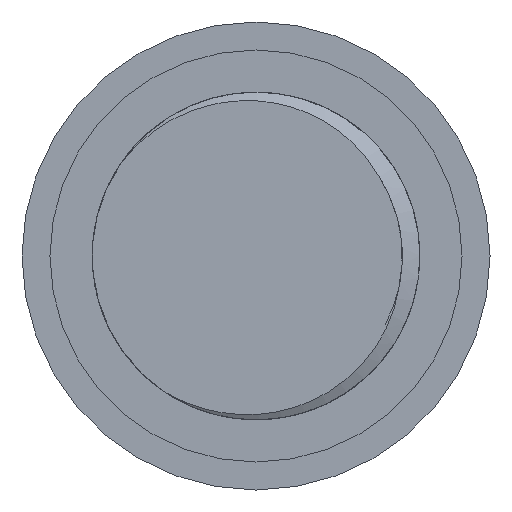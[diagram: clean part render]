
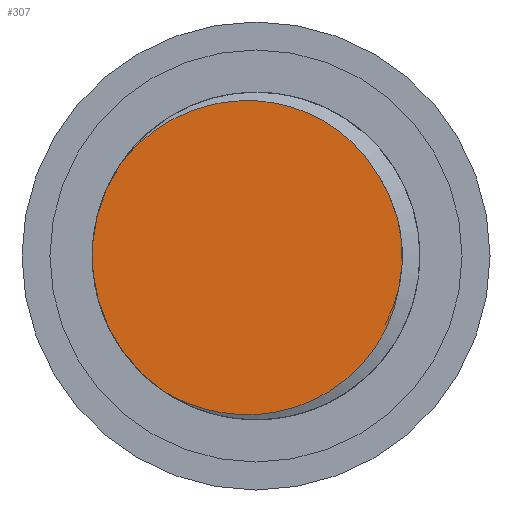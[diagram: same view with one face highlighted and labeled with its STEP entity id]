
A CAD part, front view. The second image highlights one B-rep face of the part: STEP entity #307.
In plain terms, the highlighted planar face has unit normal (0, -1, 0).
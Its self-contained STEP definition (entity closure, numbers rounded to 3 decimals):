
#21=PLANE('',#359);
#63=B_SPLINE_CURVE_WITH_KNOTS('',3,(#1080,#1081,#1082,#1083,#1084,#1085,
#1086,#1087,#1088,#1089,#1090,#1091,#1092,#1093),.UNSPECIFIED.,.F.,.F.,
(4,2,2,2,2,2,4),(-0.67,-0.623,-0.567,
-0.471,-0.348,-0.2,0.),
 .UNSPECIFIED.);
#64=B_SPLINE_CURVE_WITH_KNOTS('',3,(#1094,#1095,#1096,#1097,#1098,#1099,
#1100,#1101,#1102,#1103,#1104,#1105,#1106,#1107,#1108,#1109),
 .UNSPECIFIED.,.F.,.F.,(4,2,2,2,2,2,2,4),(0.,0.155,0.313,
0.426,0.709,0.849,1.192,1.606),
 .UNSPECIFIED.);
#83=CIRCLE('',#346,6.8);
#89=CIRCLE('',#358,7.612);
#99=FACE_OUTER_BOUND('',#128,.T.);
#128=EDGE_LOOP('',(#246,#247,#248,#249));
#159=VERTEX_POINT('',#486);
#160=VERTEX_POINT('',#671);
#167=VERTEX_POINT('',#880);
#169=VERTEX_POINT('',#980);
#188=EDGE_CURVE('',#160,#159,#83,.T.);
#198=EDGE_CURVE('',#169,#167,#89,.T.);
#199=EDGE_CURVE('',#159,#167,#63,.T.);
#200=EDGE_CURVE('',#160,#169,#64,.T.);
#246=ORIENTED_EDGE('',*,*,#188,.T.);
#247=ORIENTED_EDGE('',*,*,#199,.T.);
#248=ORIENTED_EDGE('',*,*,#198,.F.);
#249=ORIENTED_EDGE('',*,*,#200,.F.);
#307=ADVANCED_FACE('',(#99),#21,.T.);
#346=AXIS2_PLACEMENT_3D('',#672,#386,#387);
#358=AXIS2_PLACEMENT_3D('',#1078,#411,#412);
#359=AXIS2_PLACEMENT_3D('',#1079,#413,#414);
#386=DIRECTION('center_axis',(0.,-1.,0.));
#387=DIRECTION('ref_axis',(0.,0.,-1.));
#411=DIRECTION('center_axis',(0.,1.,0.));
#412=DIRECTION('ref_axis',(-0.826,0.,0.563));
#413=DIRECTION('center_axis',(0.,-1.,0.));
#414=DIRECTION('ref_axis',(0.,0.,-1.));
#486=CARTESIAN_POINT('',(5.717,-4.35,3.682));
#671=CARTESIAN_POINT('',(6.646,-4.35,-1.438));
#672=CARTESIAN_POINT('Origin',(0.,-4.35,0.));
#880=CARTESIAN_POINT('',(-6.29,-4.35,4.287));
#980=CARTESIAN_POINT('',(-4.287,-4.35,-6.29));
#1078=CARTESIAN_POINT('Origin',(0.,-4.35,0.));
#1079=CARTESIAN_POINT('Origin',(0.,-4.35,0.));
#1080=CARTESIAN_POINT('Ctrl Pts',(5.717,-4.35,3.682));
#1081=CARTESIAN_POINT('Ctrl Pts',(5.414,-4.35,4.223));
#1082=CARTESIAN_POINT('Ctrl Pts',(5.088,-4.35,4.634));
#1083=CARTESIAN_POINT('Ctrl Pts',(4.435,-4.35,5.342));
#1084=CARTESIAN_POINT('Ctrl Pts',(4.035,-4.35,5.689));
#1085=CARTESIAN_POINT('Ctrl Pts',(2.866,-4.35,6.491));
#1086=CARTESIAN_POINT('Ctrl Pts',(2.044,-4.35,6.85));
#1087=CARTESIAN_POINT('Ctrl Pts',(0.062,-4.35,
7.3));
#1088=CARTESIAN_POINT('Ctrl Pts',(-0.932,-4.35,7.241));
#1089=CARTESIAN_POINT('Ctrl Pts',(-2.551,-4.35,6.958));
#1090=CARTESIAN_POINT('Ctrl Pts',(-3.4,-4.35,6.643));
#1091=CARTESIAN_POINT('Ctrl Pts',(-5.211,-4.35,5.562));
#1092=CARTESIAN_POINT('Ctrl Pts',(-5.885,-4.35,4.816));
#1093=CARTESIAN_POINT('Ctrl Pts',(-6.29,-4.35,4.287));
#1094=CARTESIAN_POINT('Ctrl Pts',(6.646,-4.35,-1.438));
#1095=CARTESIAN_POINT('Ctrl Pts',(6.568,-4.35,-1.948));
#1096=CARTESIAN_POINT('Ctrl Pts',(6.433,-4.35,-2.448));
#1097=CARTESIAN_POINT('Ctrl Pts',(6.048,-4.35,-3.419));
#1098=CARTESIAN_POINT('Ctrl Pts',(5.797,-4.35,-3.886));
#1099=CARTESIAN_POINT('Ctrl Pts',(5.282,-4.35,-4.628));
#1100=CARTESIAN_POINT('Ctrl Pts',(5.045,-4.35,-4.914));
#1101=CARTESIAN_POINT('Ctrl Pts',(4.131,-4.35,-5.859));
#1102=CARTESIAN_POINT('Ctrl Pts',(3.349,-4.35,-6.401));
#1103=CARTESIAN_POINT('Ctrl Pts',(2.06,-4.35,-6.962));
#1104=CARTESIAN_POINT('Ctrl Pts',(1.617,-4.35,-7.105));
#1105=CARTESIAN_POINT('Ctrl Pts',(0.054,-4.35,-7.449));
#1106=CARTESIAN_POINT('Ctrl Pts',(-0.941,-4.35,-7.393));
#1107=CARTESIAN_POINT('Ctrl Pts',(-2.614,-4.35,-7.1));
#1108=CARTESIAN_POINT('Ctrl Pts',(-3.492,-4.35,-6.771));
#1109=CARTESIAN_POINT('Ctrl Pts',(-4.287,-4.35,-6.29));
